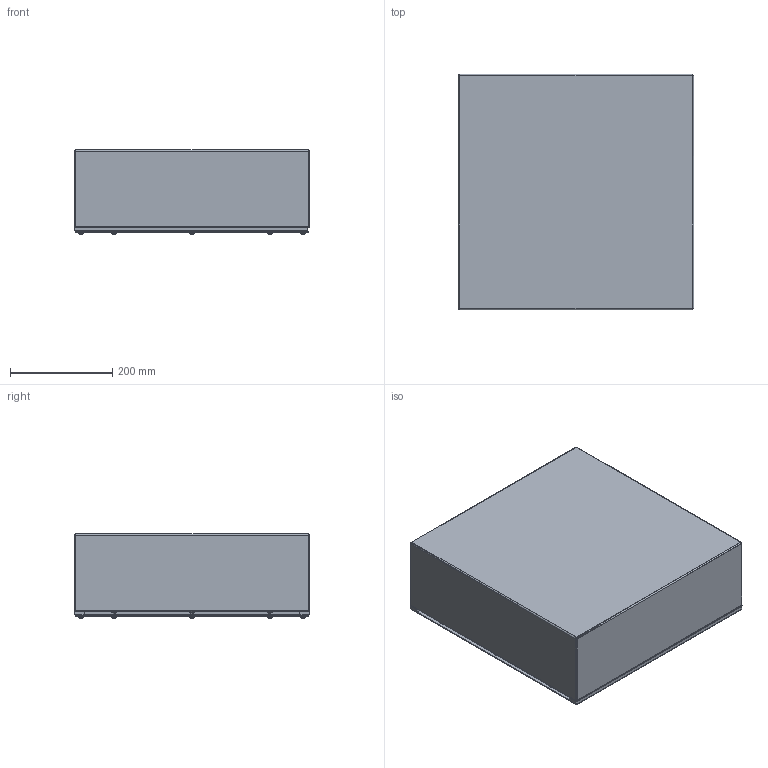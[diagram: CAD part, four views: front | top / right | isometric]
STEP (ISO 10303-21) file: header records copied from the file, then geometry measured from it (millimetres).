
FILE_DESCRIPTION (( 'STEP AP214' ), '1' );
FILE_NAME ('WA181806GSC.STEP', '2016-02-15T17:24:54', ( '' ), ( '' ), 'SwSTEP 2.0', 'SolidWorks 2014', '' );
FILE_SCHEMA (( 'AUTOMOTIVE_DESIGN' ));
Length unit declared in the file: inch
Products named in the file (8): 34984; 18; 39035; 39077; 37210; WA1818GSC_LP; WA181806GSCBKP; WA181806GSC
Assembly tree (53 placements, depth 2):
  WA181806GSC
    WA181806GSCBKP
    WA1818GSC_LP
    37210  x12
    39077  x12
    39035  x12
    18  x3
    34984  x12
Bounding box: 460.38 x 460.38 x 165.37 mm (x, y, z)
Volume: 1536034.7 mm3; surface area: 1545964.2 mm2
Topology: 53 solids, 53 shells, 1258 faces, 3140 edges, 1988 vertices
Faces by surface type: plane 590, cylinder 328, cone 228, torus 72, sphere 24, bspline 16
Entity records: 11192 total; most frequent: CARTESIAN_POINT 2328, DIRECTION 1193, ORIENTED_EDGE 1076, EDGE_CURVE 538, AXIS2_PLACEMENT_3D 452, VERTEX_POINT 333, VECTOR 289, LINE 289
